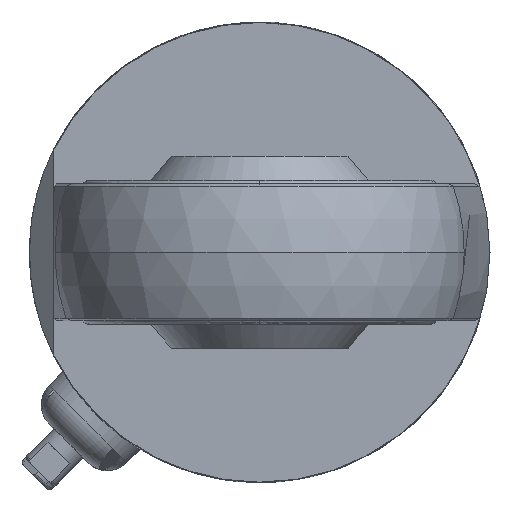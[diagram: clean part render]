
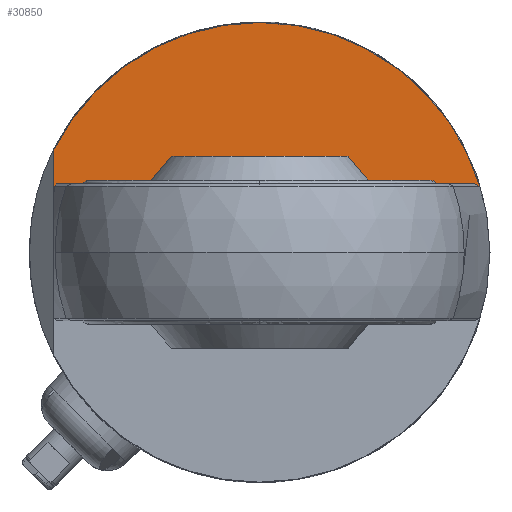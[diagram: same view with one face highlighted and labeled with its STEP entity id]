
A CAD part, left-side view. The second image highlights one B-rep face of the part: STEP entity #30850.
In plain terms, the highlighted planar face has unit normal (-1, 0, 0).
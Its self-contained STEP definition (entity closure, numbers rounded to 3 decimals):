
#1005 = CARTESIAN_POINT ( 'NONE',  ( 32., 15., 7.486 ) ) ;
#1021 = LINE ( 'NONE', #7372, #19843 ) ;
#2596 = ORIENTED_EDGE ( 'NONE', *, *, #31111, .T. ) ;
#3221 = CARTESIAN_POINT ( 'NONE',  ( 32., 0., 16.764 ) ) ;
#3453 = CARTESIAN_POINT ( 'NONE',  ( 32., 15., -11.662 ) ) ;
#3747 = DIRECTION ( 'NONE',  ( 0., -0.707, 0.707 ) ) ;
#4978 = ORIENTED_EDGE ( 'NONE', *, *, #31617, .F. ) ;
#5013 = CARTESIAN_POINT ( 'NONE',  ( 32., -15.936, 4.862 ) ) ;
#6125 = PLANE ( 'NONE',  #17946 ) ;
#6444 = ORIENTED_EDGE ( 'NONE', *, *, #15578, .T. ) ;
#7353 = DIRECTION ( 'NONE',  ( 0., 0., -1. ) ) ;
#7372 = CARTESIAN_POINT ( 'NONE',  ( 32., -18., 5. ) ) ;
#8194 = ORIENTED_EDGE ( 'NONE', *, *, #31730, .F. ) ;
#9414 = VERTEX_POINT ( 'NONE', #1005 ) ;
#11325 = EDGE_CURVE ( 'NONE', #21525, #9414, #35330, .T. ) ;
#11786 = CARTESIAN_POINT ( 'NONE',  ( 32., 0., 0. ) ) ;
#11886 = VERTEX_POINT ( 'NONE', #20595 ) ;
#12521 = VERTEX_POINT ( 'NONE', #31280 ) ;
#14283 = VECTOR ( 'NONE', #3747, 1000. ) ;
#14958 = DIRECTION ( 'NONE',  ( 1., 0., 0. ) ) ;
#15578 = EDGE_CURVE ( 'NONE', #12521, #11886, #35067, .T. ) ;
#16247 = VERTEX_POINT ( 'NONE', #29013 ) ;
#17355 = AXIS2_PLACEMENT_3D ( 'NONE', #11786, #23719, #35019 ) ;
#17836 = CARTESIAN_POINT ( 'NONE',  ( 32., 18., 5. ) ) ;
#17946 = AXIS2_PLACEMENT_3D ( 'NONE', #17836, #14958, #35472 ) ;
#19843 = VECTOR ( 'NONE', #36353, 1000. ) ;
#20595 = CARTESIAN_POINT ( 'NONE',  ( 32., -16.064, 4.795 ) ) ;
#20725 = FACE_OUTER_BOUND ( 'NONE', #22710, .T. ) ;
#21525 = VERTEX_POINT ( 'NONE', #30785 ) ;
#21527 = EDGE_CURVE ( 'NONE', #12521, #16247, #1021, .T. ) ;
#21653 = AXIS2_PLACEMENT_3D ( 'NONE', #36144, #36331, #7353 ) ;
#22354 = ORIENTED_EDGE ( 'NONE', *, *, #21527, .F. ) ;
#22710 = EDGE_LOOP ( 'NONE', ( #31764, #2596, #22354, #6444, #4978, #8194 ) ) ;
#23719 = DIRECTION ( 'NONE',  ( 1., 0., 0. ) ) ;
#24216 = DIRECTION ( 'NONE',  ( 0., 0., 1. ) ) ;
#24282 = VECTOR ( 'NONE', #24216, 1000. ) ;
#27187 = LINE ( 'NONE', #30047, #14283 ) ;
#28376 = CIRCLE ( 'NONE', #21653, 16.764 ) ;
#28983 = CIRCLE ( 'NONE', #17355, 16.764 ) ;
#29013 = CARTESIAN_POINT ( 'NONE',  ( 32., 14.8, 5. ) ) ;
#30047 = CARTESIAN_POINT ( 'NONE',  ( 32., 16.4, 3.4 ) ) ;
#30785 = CARTESIAN_POINT ( 'NONE',  ( 32., 15., 4.8 ) ) ;
#30791 = VERTEX_POINT ( 'NONE', #3221 ) ;
#30850 = ADVANCED_FACE ( 'NONE', ( #20725 ), #6125, .F. ) ;
#31111 = EDGE_CURVE ( 'NONE', #21525, #16247, #27187, .T. ) ;
#31280 = CARTESIAN_POINT ( 'NONE',  ( 32., -15.682, 5. ) ) ;
#31307 = CARTESIAN_POINT ( 'NONE',  ( 32., -15.682, 5. ) ) ;
#31505 = CARTESIAN_POINT ( 'NONE',  ( 32., -16.064, 4.795 ) ) ;
#31617 = EDGE_CURVE ( 'NONE', #30791, #11886, #28983, .T. ) ;
#31730 = EDGE_CURVE ( 'NONE', #9414, #30791, #28376, .T. ) ;
#31764 = ORIENTED_EDGE ( 'NONE', *, *, #11325, .F. ) ;
#34943 = CARTESIAN_POINT ( 'NONE',  ( 32., -15.808, 4.929 ) ) ;
#35019 = DIRECTION ( 'NONE',  ( 0., 0., -1. ) ) ;
#35067 = B_SPLINE_CURVE_WITH_KNOTS ( 'NONE', 3,
 ( #31307, #34943, #5013, #31505 ),
 .UNSPECIFIED., .F., .F.,
 ( 4, 4 ),
 ( 0.022, 1. ),
 .UNSPECIFIED. ) ;
#35330 = LINE ( 'NONE', #3453, #24282 ) ;
#35472 = DIRECTION ( 'NONE',  ( 0., 0., -1. ) ) ;
#36144 = CARTESIAN_POINT ( 'NONE',  ( 32., 0., 0. ) ) ;
#36331 = DIRECTION ( 'NONE',  ( 1., 0., 0. ) ) ;
#36353 = DIRECTION ( 'NONE',  ( 0., 1., 0. ) ) ;
